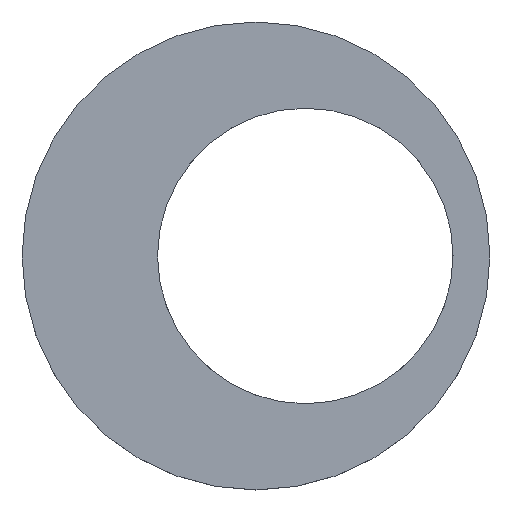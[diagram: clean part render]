
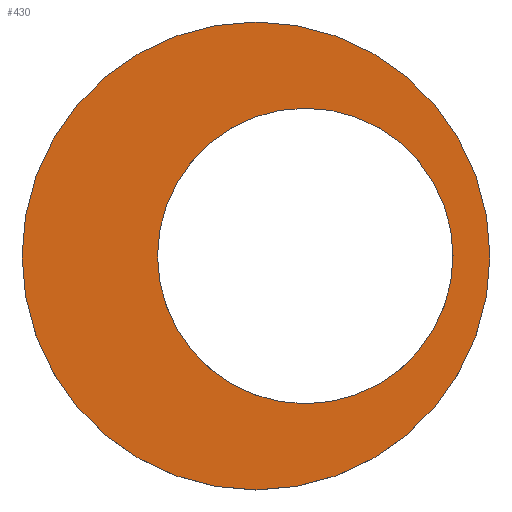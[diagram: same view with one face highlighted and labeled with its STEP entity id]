
A CAD part, top view. The second image highlights one B-rep face of the part: STEP entity #430.
In plain terms, the highlighted planar face has unit normal (0, 0, 1).
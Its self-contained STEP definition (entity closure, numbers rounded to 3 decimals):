
#7 = CIRCLE ( 'NONE', #251, 475. ) ;
#11 = CARTESIAN_POINT ( 'NONE',  ( 0., 0., 75. ) ) ;
#28 = EDGE_CURVE ( 'NONE', #368, #444, #433, .T. ) ;
#47 = AXIS2_PLACEMENT_3D ( 'NONE', #270, #147, #417 ) ;
#50 = FACE_OUTER_BOUND ( 'NONE', #193, .T. ) ;
#87 = FACE_BOUND ( 'NONE', #224, .T. ) ;
#93 = VERTEX_POINT ( 'NONE', #276 ) ;
#118 = AXIS2_PLACEMENT_3D ( 'NONE', #11, #150, #122 ) ;
#122 = DIRECTION ( 'NONE',  ( 1., 0., 0. ) ) ;
#138 = EDGE_CURVE ( 'NONE', #93, #256, #189, .T. ) ;
#147 = DIRECTION ( 'NONE',  ( 0., 0., 1. ) ) ;
#150 = DIRECTION ( 'NONE',  ( 0., 0., 1. ) ) ;
#180 = DIRECTION ( 'NONE',  ( 0., 0., 1. ) ) ;
#185 = AXIS2_PLACEMENT_3D ( 'NONE', #287, #443, #239 ) ;
#189 = CIRCLE ( 'NONE', #47, 300. ) ;
#193 = EDGE_LOOP ( 'NONE', ( #231, #374 ) ) ;
#207 = CARTESIAN_POINT ( 'NONE',  ( -475., 0., 75. ) ) ;
#214 = CIRCLE ( 'NONE', #298, 300. ) ;
#218 = DIRECTION ( 'NONE',  ( 0., 0., 1. ) ) ;
#224 = EDGE_LOOP ( 'NONE', ( #229, #327 ) ) ;
#229 = ORIENTED_EDGE ( 'NONE', *, *, #138, .F. ) ;
#231 = ORIENTED_EDGE ( 'NONE', *, *, #28, .T. ) ;
#234 = EDGE_CURVE ( 'NONE', #256, #93, #214, .T. ) ;
#239 = DIRECTION ( 'NONE',  ( 1., 0., 0. ) ) ;
#241 = CARTESIAN_POINT ( 'NONE',  ( 100., 0., 75. ) ) ;
#251 = AXIS2_PLACEMENT_3D ( 'NONE', #281, #218, #431 ) ;
#256 = VERTEX_POINT ( 'NONE', #391 ) ;
#270 = CARTESIAN_POINT ( 'NONE',  ( 100., 0., 75. ) ) ;
#276 = CARTESIAN_POINT ( 'NONE',  ( 400., 0., 75. ) ) ;
#281 = CARTESIAN_POINT ( 'NONE',  ( 0., 0., 75. ) ) ;
#287 = CARTESIAN_POINT ( 'NONE',  ( 0., 0., 75. ) ) ;
#298 = AXIS2_PLACEMENT_3D ( 'NONE', #241, #180, #425 ) ;
#324 = PLANE ( 'NONE',  #118 ) ;
#326 = CARTESIAN_POINT ( 'NONE',  ( 475., 0., 75. ) ) ;
#327 = ORIENTED_EDGE ( 'NONE', *, *, #234, .F. ) ;
#368 = VERTEX_POINT ( 'NONE', #207 ) ;
#374 = ORIENTED_EDGE ( 'NONE', *, *, #424, .T. ) ;
#391 = CARTESIAN_POINT ( 'NONE',  ( -200., 0., 75. ) ) ;
#417 = DIRECTION ( 'NONE',  ( 1., 0., 0. ) ) ;
#424 = EDGE_CURVE ( 'NONE', #444, #368, #7, .T. ) ;
#425 = DIRECTION ( 'NONE',  ( 1., 0., 0. ) ) ;
#430 = ADVANCED_FACE ( 'NONE', ( #87, #50 ), #324, .T. ) ;
#431 = DIRECTION ( 'NONE',  ( 1., 0., 0. ) ) ;
#433 = CIRCLE ( 'NONE', #185, 475. ) ;
#443 = DIRECTION ( 'NONE',  ( 0., 0., 1. ) ) ;
#444 = VERTEX_POINT ( 'NONE', #326 ) ;
